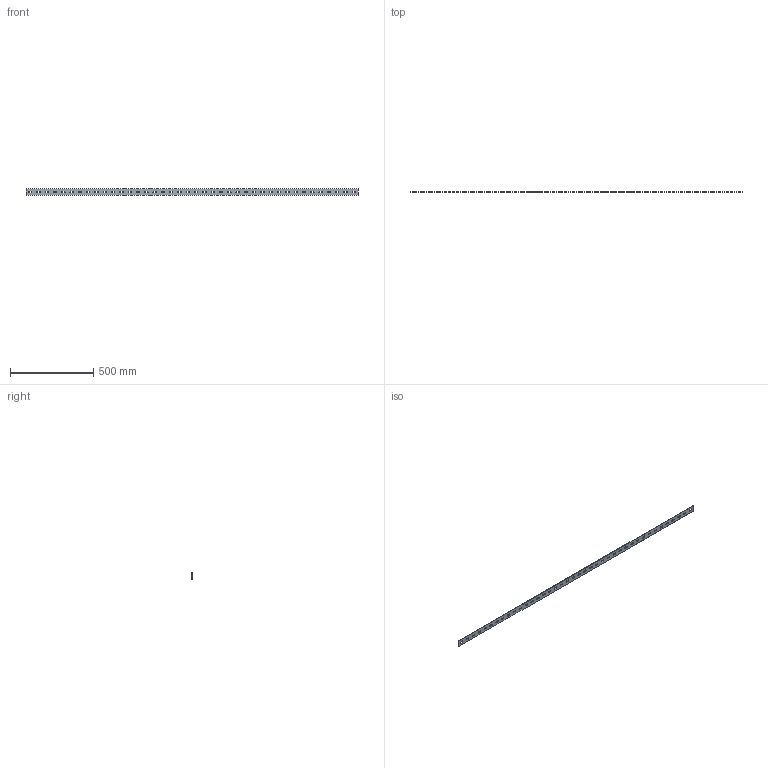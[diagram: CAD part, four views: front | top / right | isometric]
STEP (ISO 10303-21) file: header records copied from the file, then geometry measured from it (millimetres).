
FILE_DESCRIPTION (( 'STEP AP203' ), '1' );
FILE_NAME ('CLW10-GEM-PP-40 Ïîëîñà ÏÏ40 Ê106.STEP', '2016-02-20T10:27:04', ( '' ), ( '' ), 'SwSTEP 2.0', 'SolidWorks 2014', '' );
FILE_SCHEMA (( 'CONFIG_CONTROL_DESIGN' ));
Length unit declared in the file: millimetre
Products named in the file (1): CLW10-GEM-PP-40 Ïîëîñà ÏÏ40 Ê106
Bounding box: 2000 x 3 x 40 mm (x, y, z)
Volume: 220485.9 mm3; surface area: 165263.5 mm2
Topology: 1 solids, 1 shells, 166 faces, 492 edges, 328 vertices
Faces by surface type: plane 86, cylinder 80
Entity records: 5833 total; most frequent: CARTESIAN_POINT 987, DIRECTION 986, ORIENTED_EDGE 984, EDGE_CURVE 492, LINE 332, VECTOR 332, VERTEX_POINT 328, AXIS2_PLACEMENT_3D 327
